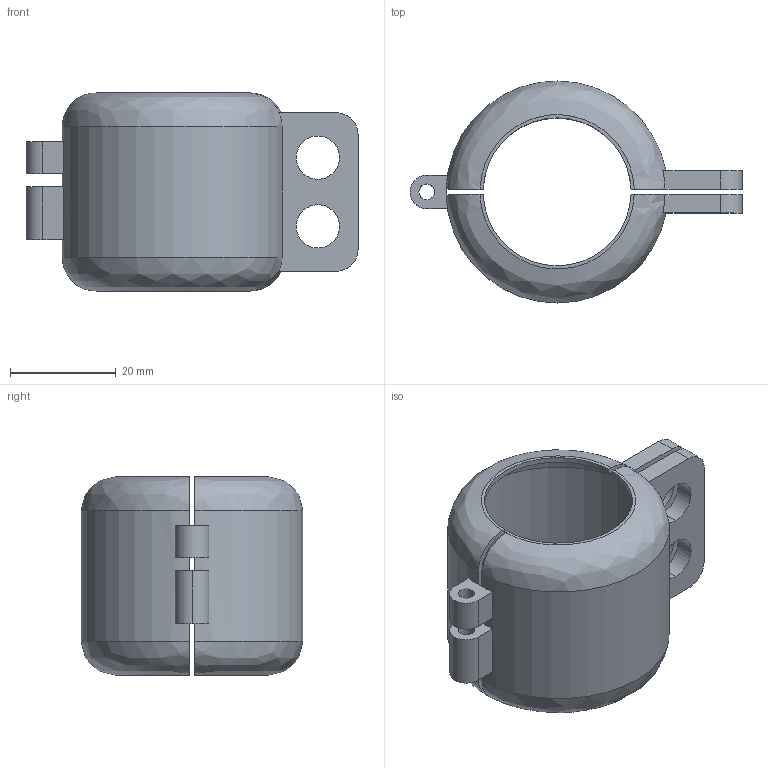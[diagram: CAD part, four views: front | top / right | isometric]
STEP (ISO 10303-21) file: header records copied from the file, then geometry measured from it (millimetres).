
FILE_DESCRIPTION (( 'STEP AP214' ), '1' );
FILE_NAME ('Norgren-4255-51.STEP', '2020-12-04T16:05:48', ( '' ), ( '' ), 'SwSTEP 2.0', 'SolidWorks 2020', '' );
FILE_SCHEMA (( 'AUTOMOTIVE_DESIGN' ));
Length unit declared in the file: millimetre
Products named in the file (2): Norgren-4255-51; 4255-51
Assembly tree (1 placements, depth 2):
  Norgren-4255-51
    4255-51
Bounding box: 62.85 x 42 x 37.5 mm (x, y, z)
Volume: 8054.3 mm3; surface area: 13325.5 mm2
Topology: 1 solids, 1 shells, 65 faces, 195 edges, 130 vertices
Faces by surface type: plane 30, cylinder 27, bspline 4, torus 4
Entity records: 3346 total; most frequent: CARTESIAN_POINT 780, ORIENTED_EDGE 390, DIRECTION 371, EDGE_CURVE 195, AXIS2_PLACEMENT_3D 135, VERTEX_POINT 130, LINE 101, VECTOR 101
